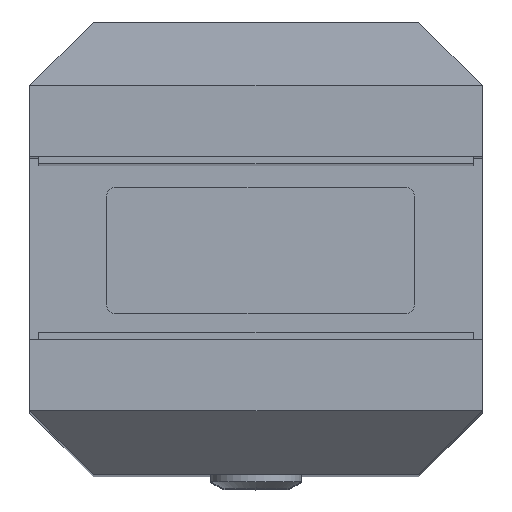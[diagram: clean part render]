
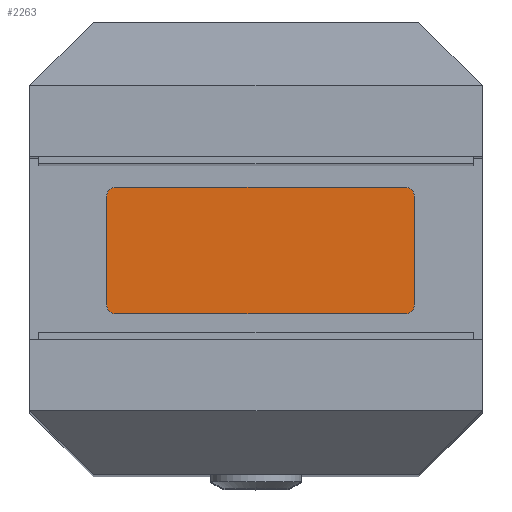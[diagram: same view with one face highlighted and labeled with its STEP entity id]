
A CAD part, top view. The second image highlights one B-rep face of the part: STEP entity #2263.
In plain terms, the highlighted planar face has unit normal (0, 0, 1).
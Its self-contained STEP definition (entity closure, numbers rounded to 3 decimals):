
#1 = DIRECTION ( 'NONE',  ( -1., 0., 0. ) ) ;
#150 = CIRCLE ( 'NONE', #2688, 1. ) ;
#193 = DIRECTION ( 'NONE',  ( 0., 0., 1. ) ) ;
#352 = VERTEX_POINT ( 'NONE', #2868 ) ;
#529 = CARTESIAN_POINT ( 'NONE',  ( 17., -7., 0. ) ) ;
#564 = LINE ( 'NONE', #529, #2461 ) ;
#682 = CARTESIAN_POINT ( 'NONE',  ( -16., 7., 0. ) ) ;
#825 = DIRECTION ( 'NONE',  ( 0., 0., -1. ) ) ;
#1243 = EDGE_CURVE ( 'NONE', #7019, #6133, #4665, .T. ) ;
#1251 = ORIENTED_EDGE ( 'NONE', *, *, #1243, .T. ) ;
#1267 = EDGE_CURVE ( 'NONE', #6524, #352, #150, .T. ) ;
#1363 = EDGE_LOOP ( 'NONE', ( #4252, #4335, #6117, #5228, #7011, #1251, #3852, #4224 ) ) ;
#1620 = DIRECTION ( 'NONE',  ( -1., 0., 0. ) ) ;
#2103 = EDGE_CURVE ( 'NONE', #7019, #7553, #7268, .T. ) ;
#2155 = CARTESIAN_POINT ( 'NONE',  ( 16., 6., 0. ) ) ;
#2213 = CARTESIAN_POINT ( 'NONE',  ( -17., 7., 0. ) ) ;
#2261 = CARTESIAN_POINT ( 'NONE',  ( 16., 7., 0. ) ) ;
#2263 = ADVANCED_FACE ( 'NONE', ( #2802 ), #5158, .F. ) ;
#2284 = CARTESIAN_POINT ( 'NONE',  ( 17., 7., 0. ) ) ;
#2286 = DIRECTION ( 'NONE',  ( 0., 1., 0. ) ) ;
#2427 = VERTEX_POINT ( 'NONE', #6132 ) ;
#2461 = VECTOR ( 'NONE', #1, 1000. ) ;
#2688 = AXIS2_PLACEMENT_3D ( 'NONE', #5892, #5860, #5930 ) ;
#2802 = FACE_OUTER_BOUND ( 'NONE', #1363, .T. ) ;
#2868 = CARTESIAN_POINT ( 'NONE',  ( -16., -7., 0. ) ) ;
#3073 = EDGE_CURVE ( 'NONE', #2427, #6085, #4695, .T. ) ;
#3111 = DIRECTION ( 'NONE',  ( 1., 0., 0. ) ) ;
#3148 = CARTESIAN_POINT ( 'NONE',  ( -17., 7., 0. ) ) ;
#3178 = CARTESIAN_POINT ( 'NONE',  ( -16., 6., 0. ) ) ;
#3311 = EDGE_CURVE ( 'NONE', #2427, #352, #564, .T. ) ;
#3495 = LINE ( 'NONE', #2284, #6758 ) ;
#3852 = ORIENTED_EDGE ( 'NONE', *, *, #6464, .F. ) ;
#3942 = DIRECTION ( 'NONE',  ( 0., 0., 1. ) ) ;
#4069 = DIRECTION ( 'NONE',  ( 0., -1., 0. ) ) ;
#4224 = ORIENTED_EDGE ( 'NONE', *, *, #1267, .T. ) ;
#4251 = EDGE_CURVE ( 'NONE', #4505, #6085, #3495, .T. ) ;
#4252 = ORIENTED_EDGE ( 'NONE', *, *, #3311, .F. ) ;
#4335 = ORIENTED_EDGE ( 'NONE', *, *, #3073, .T. ) ;
#4505 = VERTEX_POINT ( 'NONE', #6122 ) ;
#4530 = DIRECTION ( 'NONE',  ( -1., 0., 0. ) ) ;
#4665 = CIRCLE ( 'NONE', #6419, 1. ) ;
#4695 = CIRCLE ( 'NONE', #7562, 1. ) ;
#4753 = EDGE_CURVE ( 'NONE', #4505, #7553, #7074, .T. ) ;
#4878 = CARTESIAN_POINT ( 'NONE',  ( -17., 6., 0. ) ) ;
#4918 = AXIS2_PLACEMENT_3D ( 'NONE', #2213, #825, #1620 ) ;
#5158 = PLANE ( 'NONE',  #4918 ) ;
#5228 = ORIENTED_EDGE ( 'NONE', *, *, #4753, .T. ) ;
#5271 = LINE ( 'NONE', #6925, #6690 ) ;
#5433 = AXIS2_PLACEMENT_3D ( 'NONE', #2155, #3942, #4530 ) ;
#5528 = CARTESIAN_POINT ( 'NONE',  ( 16., -6., 0. ) ) ;
#5860 = DIRECTION ( 'NONE',  ( 0., 0., 1. ) ) ;
#5892 = CARTESIAN_POINT ( 'NONE',  ( -16., -6., 0. ) ) ;
#5930 = DIRECTION ( 'NONE',  ( -1., 0., 0. ) ) ;
#6085 = VERTEX_POINT ( 'NONE', #7122 ) ;
#6117 = ORIENTED_EDGE ( 'NONE', *, *, #4251, .F. ) ;
#6122 = CARTESIAN_POINT ( 'NONE',  ( 17., 6., 0. ) ) ;
#6132 = CARTESIAN_POINT ( 'NONE',  ( 16., -7., 0. ) ) ;
#6133 = VERTEX_POINT ( 'NONE', #4878 ) ;
#6169 = VECTOR ( 'NONE', #3111, 1000. ) ;
#6203 = DIRECTION ( 'NONE',  ( 0., 0., 1. ) ) ;
#6342 = CARTESIAN_POINT ( 'NONE',  ( -17., -6., 0. ) ) ;
#6419 = AXIS2_PLACEMENT_3D ( 'NONE', #3178, #193, #7475 ) ;
#6464 = EDGE_CURVE ( 'NONE', #6524, #6133, #5271, .T. ) ;
#6524 = VERTEX_POINT ( 'NONE', #6342 ) ;
#6690 = VECTOR ( 'NONE', #2286, 1000. ) ;
#6746 = DIRECTION ( 'NONE',  ( -1., 0., 0. ) ) ;
#6758 = VECTOR ( 'NONE', #4069, 1000. ) ;
#6925 = CARTESIAN_POINT ( 'NONE',  ( -17., -7., 0. ) ) ;
#7011 = ORIENTED_EDGE ( 'NONE', *, *, #2103, .F. ) ;
#7019 = VERTEX_POINT ( 'NONE', #682 ) ;
#7074 = CIRCLE ( 'NONE', #5433, 1. ) ;
#7122 = CARTESIAN_POINT ( 'NONE',  ( 17., -6., 0. ) ) ;
#7268 = LINE ( 'NONE', #3148, #6169 ) ;
#7475 = DIRECTION ( 'NONE',  ( -1., 0., 0. ) ) ;
#7553 = VERTEX_POINT ( 'NONE', #2261 ) ;
#7562 = AXIS2_PLACEMENT_3D ( 'NONE', #5528, #6203, #6746 ) ;
